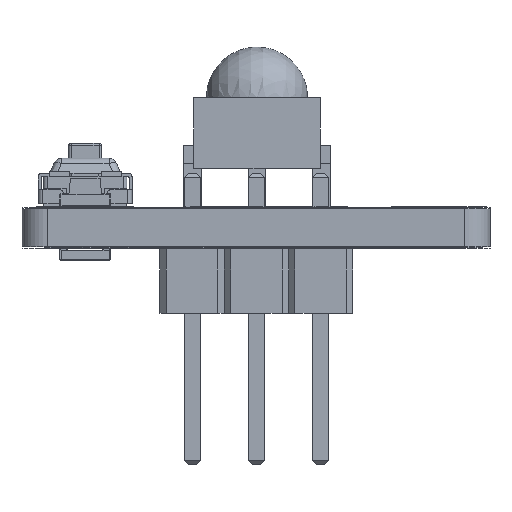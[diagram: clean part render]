
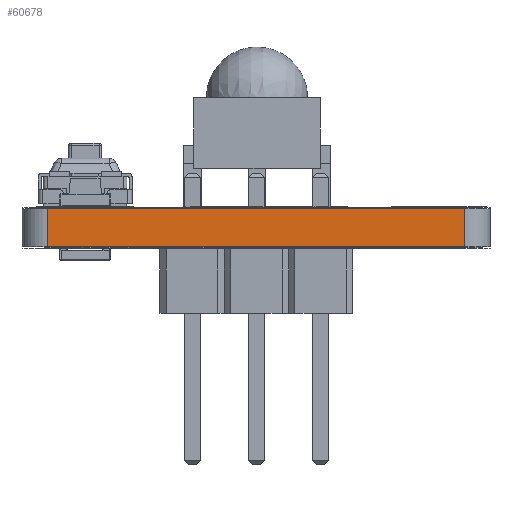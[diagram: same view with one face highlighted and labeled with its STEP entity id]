
A CAD part, front view. The second image highlights one B-rep face of the part: STEP entity #60678.
In plain terms, the highlighted planar face has unit normal (0, -1, 0).
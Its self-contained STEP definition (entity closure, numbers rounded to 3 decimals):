
#60085 = VERTEX_POINT('',#60086);
#60086 = CARTESIAN_POINT('',(-8.25,-6.5,0.));
#60093 = EDGE_CURVE('',#60094,#60085,#60096,.T.);
#60094 = VERTEX_POINT('',#60095);
#60095 = CARTESIAN_POINT('',(8.25,-6.5,0.));
#60096 = LINE('',#60097,#60098);
#60097 = CARTESIAN_POINT('',(8.25,-6.5,0.));
#60098 = VECTOR('',#60099,1.);
#60099 = DIRECTION('',(-1.,0.,0.));
#60368 = VERTEX_POINT('',#60369);
#60369 = CARTESIAN_POINT('',(-8.25,-6.5,1.51));
#60376 = EDGE_CURVE('',#60377,#60368,#60379,.T.);
#60377 = VERTEX_POINT('',#60378);
#60378 = CARTESIAN_POINT('',(8.25,-6.5,1.51));
#60379 = LINE('',#60380,#60381);
#60380 = CARTESIAN_POINT('',(8.25,-6.5,1.51));
#60381 = VECTOR('',#60382,1.);
#60382 = DIRECTION('',(-1.,0.,0.));
#60650 = EDGE_CURVE('',#60094,#60377,#60651,.T.);
#60651 = LINE('',#60652,#60653);
#60652 = CARTESIAN_POINT('',(8.25,-6.5,0.));
#60653 = VECTOR('',#60654,1.);
#60654 = DIRECTION('',(0.,0.,1.));
#60678 = ADVANCED_FACE('',(#60679),#60690,.T.);
#60679 = FACE_BOUND('',#60680,.T.);
#60680 = EDGE_LOOP('',(#60681,#60682,#60683,#60689));
#60681 = ORIENTED_EDGE('',*,*,#60650,.T.);
#60682 = ORIENTED_EDGE('',*,*,#60376,.T.);
#60683 = ORIENTED_EDGE('',*,*,#60684,.F.);
#60684 = EDGE_CURVE('',#60085,#60368,#60685,.T.);
#60685 = LINE('',#60686,#60687);
#60686 = CARTESIAN_POINT('',(-8.25,-6.5,0.));
#60687 = VECTOR('',#60688,1.);
#60688 = DIRECTION('',(0.,0.,1.));
#60689 = ORIENTED_EDGE('',*,*,#60093,.F.);
#60690 = PLANE('',#60691);
#60691 = AXIS2_PLACEMENT_3D('',#60692,#60693,#60694);
#60692 = CARTESIAN_POINT('',(8.25,-6.5,0.));
#60693 = DIRECTION('',(0.,-1.,0.));
#60694 = DIRECTION('',(-1.,0.,0.));
